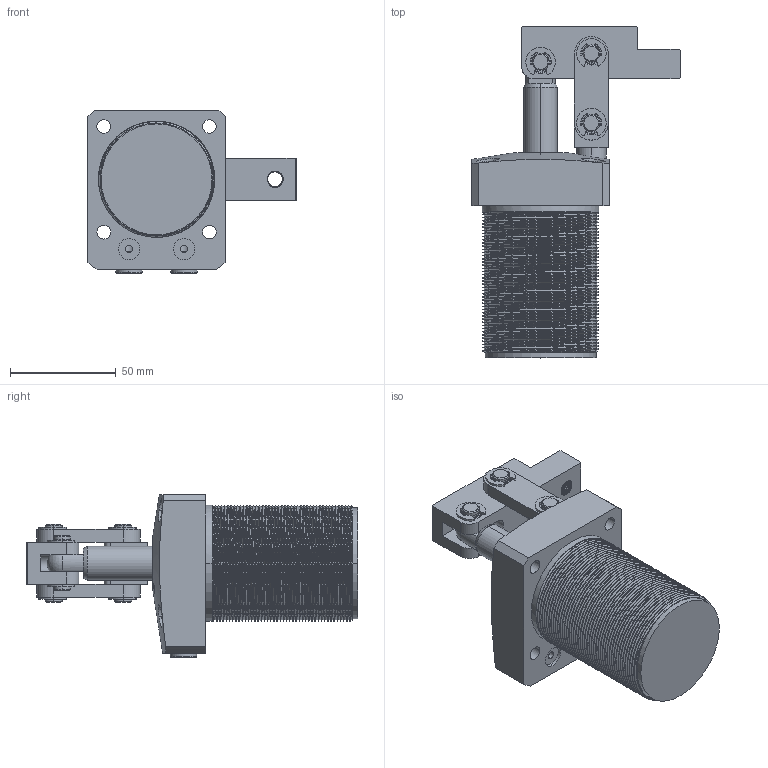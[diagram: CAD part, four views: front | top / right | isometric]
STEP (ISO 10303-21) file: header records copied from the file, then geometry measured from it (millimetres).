
FILE_DESCRIPTION (( 'STEP AP214' ), '1' );
FILE_NAME ('LHC01D-40L.STEP', '2021-01-20T04:02:06', ( 'PC' ), ( '' ), 'SwSTEP 2.0', 'SolidWorks 2016', '' );
FILE_SCHEMA (( 'AUTOMOTIVE_DESIGN' ));
Length unit declared in the file: millimetre
Products named in the file (12): LHC01D-40-08; LHC01D-40-05; CPLCU-40X; CPLCU-40DX; CPLCU-40LG; CPLCU-40YB; CPLCU-40ZCK; LHC01D40活塞杆; LHC01D-40L; 錨璃5; 黑芛_7; M4ningjin_4
Assembly tree (24 placements, depth 2):
  LHC01D-40L
    LHC01D40活塞杆
    CPLCU-40ZCK
    CPLCU-40YB
    CPLCU-40LG  x2
    CPLCU-40DX
    CPLCU-40X  x2
    LHC01D-40-05  x6
    LHC01D-40-08  x6
    M4ningjin_4
    黑芛_7  x2
    錨璃5
Bounding box: 98.5 x 157 x 77 mm (x, y, z)
Volume: 282965.4 mm3; surface area: 81995.7 mm2
Topology: 24 solids, 24 shells, 1437 faces, 3672 edges, 2315 vertices
Faces by surface type: cylinder 648, cone 583, plane 177, bspline 28, sphere 1
Entity records: 75983 total; most frequent: CARTESIAN_POINT 46066, ORIENTED_EDGE 6120, DIRECTION 4162, EDGE_CURVE 3060, VERTEX_POINT 1925, B_SPLINE_CURVE_WITH_KNOTS 1590, AXIS2_PLACEMENT_3D 1542, EDGE_LOOP 1247
